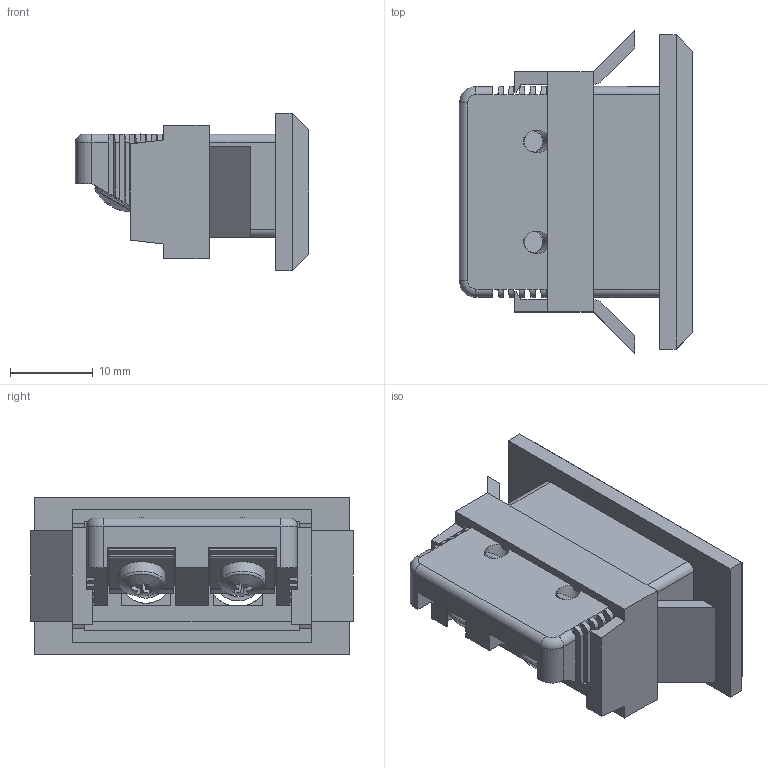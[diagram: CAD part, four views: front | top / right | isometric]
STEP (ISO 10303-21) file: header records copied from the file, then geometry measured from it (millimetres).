
FILE_DESCRIPTION (( 'STEP AP214' ), '1' );
FILE_NAME ('11438-220-Yellow-Standard Fascia Socket With Mounting Clip.STEP', '2025-12-11T13:34:57', ( '' ), ( '' ), 'SwSTEP 2.0', 'SolidWorks 2014', '' );
FILE_SCHEMA (( 'AUTOMOTIVE_DESIGN' ));
Length unit declared in the file: millimetre
Products named in the file (8): 145-Standard Fascia Socket_Yellow; 11438-220-Yellow-Standard Fascia Socket With Mounting Clip; 150-Nylon Mount Clip; 148-Metal Wire Retainer; 149-Metal Wire Plate; 135-M3 Philips Head MS_7mm; 146-Cylindrical Pos Connector; 147-Cylindrical Neg Connector
Assembly tree (12 placements, depth 2):
  11438-220-Yellow-Standard Fascia Socket With Mounting Clip
    145-Standard Fascia Socket_Yellow
    149-Metal Wire Plate  x2
    150-Nylon Mount Clip
    147-Cylindrical Neg Connector  x2
    146-Cylindrical Pos Connector  x2
    135-M3 Philips Head MS_7mm  x2
    148-Metal Wire Retainer  x2
Bounding box: 28.2 x 39.04 x 19 mm (x, y, z)
Volume: 8708.8 mm3; surface area: 8068.3 mm2
Topology: 12 solids, 14 shells, 370 faces, 910 edges, 577 vertices
Faces by surface type: plane 262, cylinder 90, bspline 14, torus 2, cone 2
Full cylindrical faces by diameter (mm): 2.7 x2, 3 x4, 5.5 x1, 5.6 x2, 6.6 x1, 7.4 x1
Entity records: 16890 total; most frequent: CARTESIAN_POINT 9607, ORIENTED_EDGE 1450, DIRECTION 1399, EDGE_CURVE 725, VECTOR 551, LINE 551, VERTEX_POINT 461, AXIS2_PLACEMENT_3D 424
